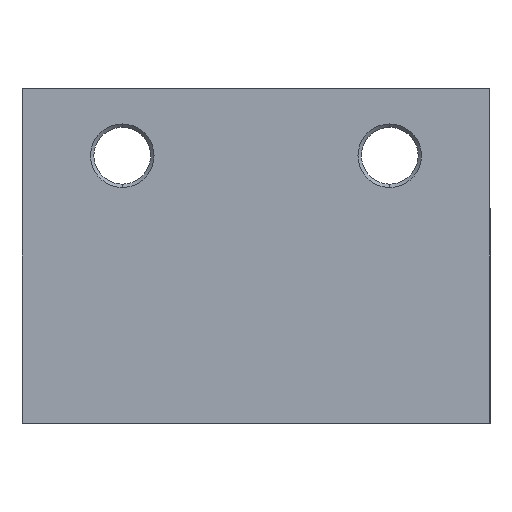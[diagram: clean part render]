
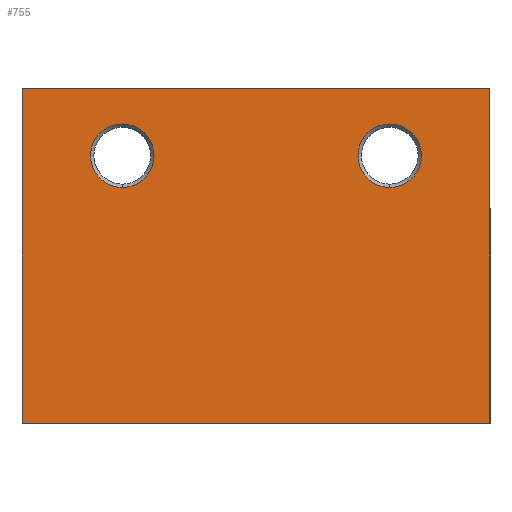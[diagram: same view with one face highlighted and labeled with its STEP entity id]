
A CAD part, front view. The second image highlights one B-rep face of the part: STEP entity #755.
In plain terms, the highlighted planar face has unit normal (0, -1, 0).
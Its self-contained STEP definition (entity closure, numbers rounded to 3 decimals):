
#13 = CARTESIAN_POINT ( 'NONE',  ( 0., 0., 15. ) ) ;
#37 = DIRECTION ( 'NONE',  ( 0., 0., 1. ) ) ;
#75 = ORIENTED_EDGE ( 'NONE', *, *, #178, .T. ) ;
#108 = CIRCLE ( 'NONE', #1026, 4.75 ) ;
#122 = VERTEX_POINT ( 'NONE', #1138 ) ;
#128 = DIRECTION ( 'NONE',  ( 0., 0., 1. ) ) ;
#150 = VERTEX_POINT ( 'NONE', #1504 ) ;
#156 = FACE_BOUND ( 'NONE', #1151, .T. ) ;
#158 = DIRECTION ( 'NONE',  ( 0., -1., 0. ) ) ;
#171 = FACE_BOUND ( 'NONE', #874, .T. ) ;
#177 = LINE ( 'NONE', #1208, #873 ) ;
#178 = EDGE_CURVE ( 'NONE', #1268, #439, #750, .T. ) ;
#193 = AXIS2_PLACEMENT_3D ( 'NONE', #13, #274, #1423 ) ;
#210 = LINE ( 'NONE', #1347, #481 ) ;
#241 = EDGE_CURVE ( 'NONE', #769, #800, #1312, .T. ) ;
#248 = CARTESIAN_POINT ( 'NONE',  ( -15., 0., 25. ) ) ;
#265 = PLANE ( 'NONE',  #556 ) ;
#269 = ORIENTED_EDGE ( 'NONE', *, *, #1221, .F. ) ;
#274 = DIRECTION ( 'NONE',  ( 0., 1., 0. ) ) ;
#279 = EDGE_LOOP ( 'NONE', ( #913, #456, #75, #831 ) ) ;
#306 = DIRECTION ( 'NONE',  ( -1., 0., 0. ) ) ;
#311 = EDGE_CURVE ( 'NONE', #122, #1216, #108, .T. ) ;
#397 = LINE ( 'NONE', #885, #958 ) ;
#425 = CARTESIAN_POINT ( 'NONE',  ( 55., 0., 25. ) ) ;
#439 = VERTEX_POINT ( 'NONE', #425 ) ;
#456 = ORIENTED_EDGE ( 'NONE', *, *, #1195, .F. ) ;
#481 = VECTOR ( 'NONE', #860, 1000. ) ;
#533 = DIRECTION ( 'NONE',  ( 0., 0., 1. ) ) ;
#547 = EDGE_CURVE ( 'NONE', #439, #1124, #177, .T. ) ;
#556 = AXIS2_PLACEMENT_3D ( 'NONE', #650, #644, #37 ) ;
#622 = ORIENTED_EDGE ( 'NONE', *, *, #241, .T. ) ;
#644 = DIRECTION ( 'NONE',  ( 0., 1., 0. ) ) ;
#645 = CARTESIAN_POINT ( 'NONE',  ( 40., 0., 15. ) ) ;
#650 = CARTESIAN_POINT ( 'NONE',  ( 20., 0., 25. ) ) ;
#671 = DIRECTION ( 'NONE',  ( 0., 0., 1. ) ) ;
#691 = CIRCLE ( 'NONE', #193, 4.75 ) ;
#725 = DIRECTION ( 'NONE',  ( 0., 1., 0. ) ) ;
#750 = LINE ( 'NONE', #849, #1263 ) ;
#755 = ADVANCED_FACE ( 'NONE', ( #171, #156, #1153 ), #265, .F. ) ;
#769 = VERTEX_POINT ( 'NONE', #1535 ) ;
#774 = EDGE_CURVE ( 'NONE', #800, #769, #691, .T. ) ;
#800 = VERTEX_POINT ( 'NONE', #1038 ) ;
#831 = ORIENTED_EDGE ( 'NONE', *, *, #547, .T. ) ;
#849 = CARTESIAN_POINT ( 'NONE',  ( 55., 0., -25. ) ) ;
#860 = DIRECTION ( 'NONE',  ( 0., 0., 1. ) ) ;
#873 = VECTOR ( 'NONE', #306, 1000. ) ;
#874 = EDGE_LOOP ( 'NONE', ( #1035, #622 ) ) ;
#885 = CARTESIAN_POINT ( 'NONE',  ( 20., 0., -25. ) ) ;
#895 = CARTESIAN_POINT ( 'NONE',  ( 40., 0., 10.25 ) ) ;
#903 = ORIENTED_EDGE ( 'NONE', *, *, #311, .F. ) ;
#913 = ORIENTED_EDGE ( 'NONE', *, *, #1024, .F. ) ;
#958 = VECTOR ( 'NONE', #1515, 1000. ) ;
#1024 = EDGE_CURVE ( 'NONE', #150, #1124, #210, .T. ) ;
#1026 = AXIS2_PLACEMENT_3D ( 'NONE', #645, #158, #671 ) ;
#1035 = ORIENTED_EDGE ( 'NONE', *, *, #774, .T. ) ;
#1038 = CARTESIAN_POINT ( 'NONE',  ( 0., 0., 10.25 ) ) ;
#1046 = CARTESIAN_POINT ( 'NONE',  ( 40., 0., 15. ) ) ;
#1124 = VERTEX_POINT ( 'NONE', #248 ) ;
#1138 = CARTESIAN_POINT ( 'NONE',  ( 40., 0., 19.75 ) ) ;
#1151 = EDGE_LOOP ( 'NONE', ( #269, #903 ) ) ;
#1153 = FACE_OUTER_BOUND ( 'NONE', #279, .T. ) ;
#1166 = AXIS2_PLACEMENT_3D ( 'NONE', #1046, #1382, #128 ) ;
#1195 = EDGE_CURVE ( 'NONE', #1268, #150, #397, .T. ) ;
#1208 = CARTESIAN_POINT ( 'NONE',  ( 20., 0., 25. ) ) ;
#1216 = VERTEX_POINT ( 'NONE', #895 ) ;
#1221 = EDGE_CURVE ( 'NONE', #1216, #122, #1240, .T. ) ;
#1240 = CIRCLE ( 'NONE', #1166, 4.75 ) ;
#1255 = DIRECTION ( 'NONE',  ( 0., 0., 1. ) ) ;
#1263 = VECTOR ( 'NONE', #1255, 1000. ) ;
#1268 = VERTEX_POINT ( 'NONE', #1432 ) ;
#1312 = CIRCLE ( 'NONE', #1368, 4.75 ) ;
#1347 = CARTESIAN_POINT ( 'NONE',  ( -15., 0., -25. ) ) ;
#1368 = AXIS2_PLACEMENT_3D ( 'NONE', #1486, #725, #533 ) ;
#1382 = DIRECTION ( 'NONE',  ( 0., -1., 0. ) ) ;
#1423 = DIRECTION ( 'NONE',  ( 0., 0., 1. ) ) ;
#1432 = CARTESIAN_POINT ( 'NONE',  ( 55., 0., -25. ) ) ;
#1486 = CARTESIAN_POINT ( 'NONE',  ( 0., 0., 15. ) ) ;
#1504 = CARTESIAN_POINT ( 'NONE',  ( -15., 0., -25. ) ) ;
#1515 = DIRECTION ( 'NONE',  ( -1., 0., 0. ) ) ;
#1535 = CARTESIAN_POINT ( 'NONE',  ( 0., 0., 19.75 ) ) ;
